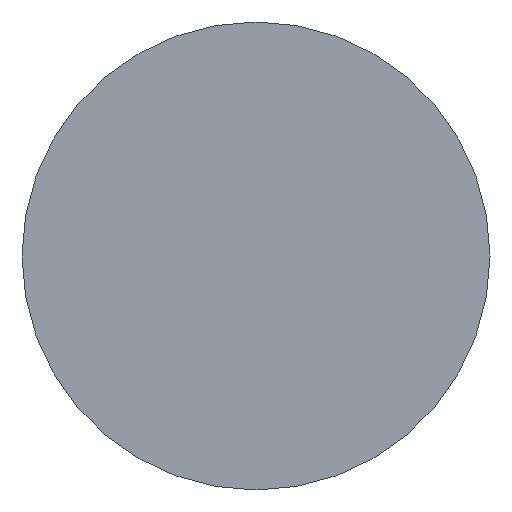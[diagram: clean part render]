
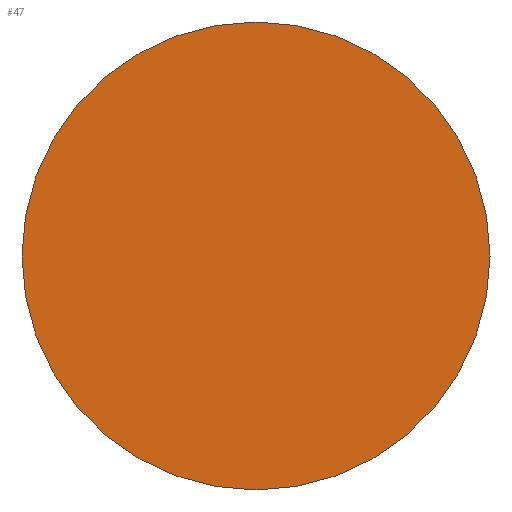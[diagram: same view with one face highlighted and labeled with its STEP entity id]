
A CAD part, top view. The second image highlights one B-rep face of the part: STEP entity #47.
In plain terms, the highlighted planar face has unit normal (0, 0, 1).
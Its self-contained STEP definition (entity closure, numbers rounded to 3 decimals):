
#36=PLANE('',#132);
#42=FACE_OUTER_BOUND('',#56,.T.);
#47=ADVANCED_FACE('',(#42),#36,.T.);
#56=EDGE_LOOP('',(#73));
#59=CIRCLE('',#129,4.768);
#73=ORIENTED_EDGE('',*,*,#83,.T.);
#78=VERTEX_POINT('',#221);
#83=EDGE_CURVE('',#78,#78,#59,.T.);
#129=AXIS2_PLACEMENT_3D('',#220,#145,#146);
#132=AXIS2_PLACEMENT_3D('',#754,#151,#152);
#145=DIRECTION('',(0.,0.,1.));
#146=DIRECTION('',(1.,0.,0.));
#151=DIRECTION('',(0.,0.,1.));
#152=DIRECTION('',(1.,0.,0.));
#220=CARTESIAN_POINT('',(0.,0.,0.));
#221=CARTESIAN_POINT('',(4.768,0.,0.));
#754=CARTESIAN_POINT('',(0.,0.,0.));
